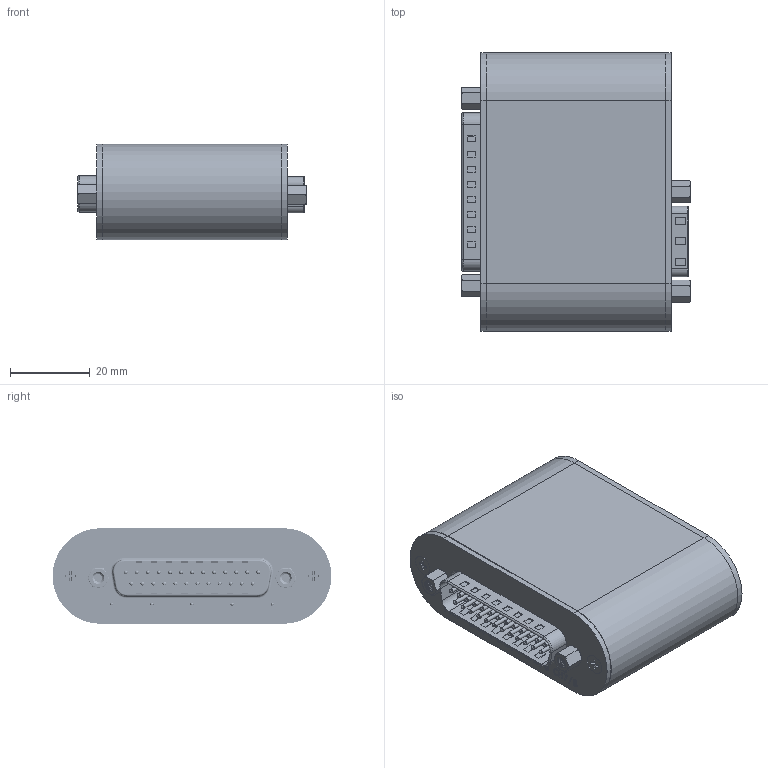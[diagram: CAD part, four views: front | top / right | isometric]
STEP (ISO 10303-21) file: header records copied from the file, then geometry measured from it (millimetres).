
FILE_DESCRIPTION(/* description */ (''),/* implementation_level */ '2;1');
FILE_NAME(/* name */ 'input v8.step',/* time_stamp */ '2021-12-20T12:40:14+01:00',/* author */ (''),/* organization */ (''),/* preprocessor_version */ 'ST-DEVELOPER v18.1',/* originating_system */ 'Autodesk Translation Framework v10.10.0.1391',/* authorisation */ '');
FILE_SCHEMA (('AUTOMOTIVE_DESIGN { 1 0 10303 214 3 1 1 }'));
Products named in the file (21): input; module_enclosure; enclosure; front; silkprint; base_pcb; base v2; PCB Component; M09_190-009-163R001; USB-MINI-SMD-HOLES; LED_APDA1806; SWITCH_SPDT_SSAJ120100; input_pcb_import; input_pcb_raw_2 v1; PCB Component_1; M25_190-025-163R001; LED_APDA1806_1; back_local; silkprint_1; end_plate_screw_CSPCSZ-ST-M2_5-8_203; Hex-Standoff
Assembly tree (32 placements, depth 6):
  input
    module_enclosure
      enclosure
      front
        end_plate_screw_CSPCSZ-ST-M2_5-8_203  x2
        silkprint
        Hex-Standoff  x2
      base_pcb
        base v2
          PCB Component
            M09_190-009-163R001
            USB-MINI-SMD-HOLES
            LED_APDA1806  x3
            SWITCH_SPDT_SSAJ120100
    input_pcb_import
      input_pcb_raw_2 v1
        PCB Component_1
          M25_190-025-163R001
          LED_APDA1806_1  x5
    back_local
      silkprint_1
      end_plate_screw_CSPCSZ-ST-M2_5-8_203  x2
      Hex-Standoff  x2
Bounding box: 57.45 x 70 x 24 mm (x, y, z)
Volume: 20769.4 mm3; surface area: 33680.8 mm2
Topology: 126 solids, 130 shells, 5518 faces, 15985 edges, 10476 vertices
Faces by surface type: plane 3915, cylinder 975, bspline 490, cone 56, sphere 52, torus 30
Full cylindrical faces by diameter (mm): 0.5 x2, 0.61 x9, 1 x8, 1.04 x25, 1.3 x2, 1.397 x2, 1.893 x36, 1.97 x2, 2 x12, 2.1 x2, 2.261 x2, 2.5 x4, 2.58 x32, 3 x4, 3.048 x2, 3.2 x6, 3.8 x2, 4 x6, 4.5 x2, 4.9 x2, 5 x6, 5.1 x4
Entity records: 171069 total; most frequent: CARTESIAN_POINT 45744, ORIENTED_EDGE 27674, DIRECTION 23801, EDGE_CURVE 13837, LINE 10005, VECTOR 10005, VERTEX_POINT 9090, AXIS2_PLACEMENT_3D 6898
